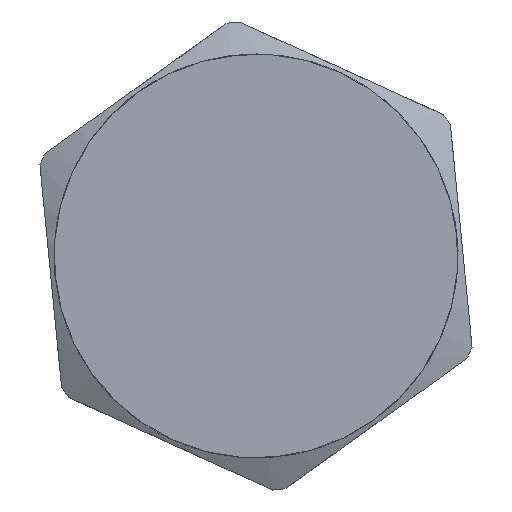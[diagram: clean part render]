
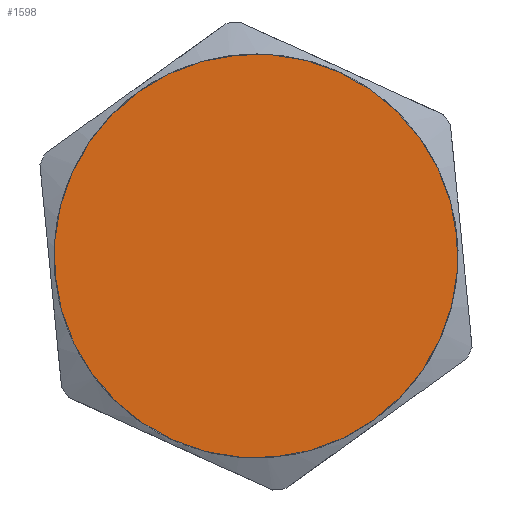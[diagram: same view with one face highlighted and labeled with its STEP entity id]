
A CAD part, left-side view. The second image highlights one B-rep face of the part: STEP entity #1598.
In plain terms, the highlighted planar face has unit normal (-1, 0, 0).
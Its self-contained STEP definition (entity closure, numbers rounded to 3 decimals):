
#203=PLANE('',#1787);
#479=FACE_OUTER_BOUND('',#591,.T.);
#591=EDGE_LOOP('',(#1053));
#1053=ORIENTED_EDGE('',*,*,#1290,.F.);
#1290=EDGE_CURVE('',#1447,#1447,#1506,.T.);
#1447=VERTEX_POINT('',#5803);
#1506=CIRCLE('',#1788,17.08);
#1598=ADVANCED_FACE('',(#479),#203,.T.);
#1787=AXIS2_PLACEMENT_3D('',#5802,#2163,#2164);
#1788=AXIS2_PLACEMENT_3D('',#5804,#2165,#2166);
#2163=DIRECTION('center_axis',(-1.,0.,0.));
#2164=DIRECTION('ref_axis',(0.,0.,1.));
#2165=DIRECTION('center_axis',(1.,0.,0.));
#2166=DIRECTION('ref_axis',(0.,0.,-1.));
#5802=CARTESIAN_POINT('Origin',(-32.,17.08,0.));
#5803=CARTESIAN_POINT('',(-32.,17.08,0.));
#5804=CARTESIAN_POINT('Origin',(-32.,0.,0.));
